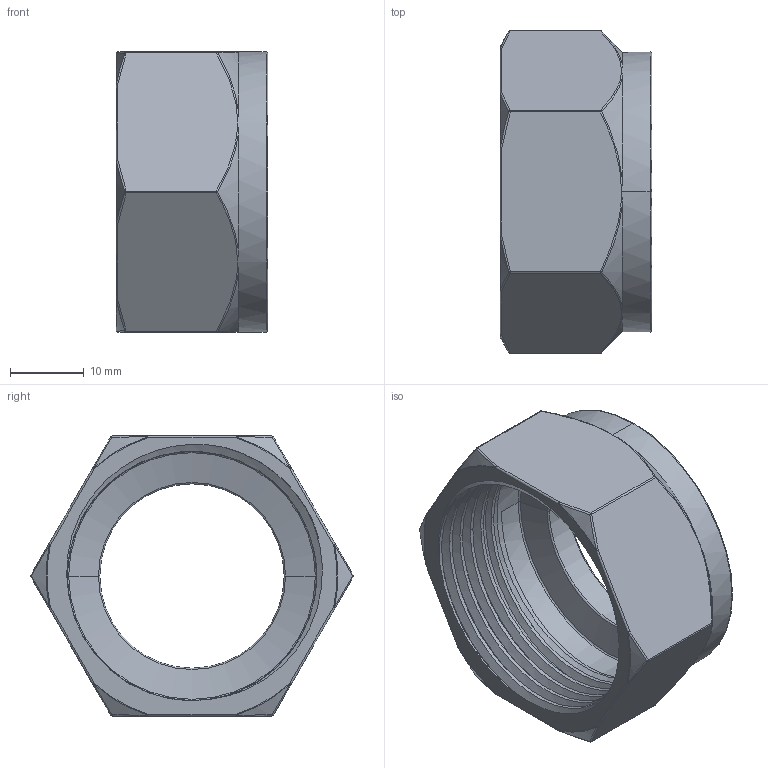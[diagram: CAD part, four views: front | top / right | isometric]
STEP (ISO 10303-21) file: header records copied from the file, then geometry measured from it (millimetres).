
FILE_DESCRIPTION((''),'2;1');
FILE_NAME('001_TUBE_NUT','2025-06-20T14:38:50',('Administrator'),(''),'CREO PARAMETRIC BY PTC INC, 2020184','CREO PARAMETRIC BY PTC INC, 2020184','');
FILE_SCHEMA(('AUTOMOTIVE_DESIGN { 1 0 10303 214 1 1 1 1 }'));
Length unit declared in the file: millimetre
Products named in the file (1): 001_TUBE_NUT
Bounding box: 20.6 x 43.8 x 38 mm (x, y, z)
Volume: 8000.8 mm3; surface area: 6663 mm2
Topology: 1 solids, 1 shells, 120 faces, 267 edges, 157 vertices
Faces by surface type: bspline 30, cylinder 28, sphere 24, cone 16, torus 14, plane 8
Entity records: 7078 total; most frequent: CARTESIAN_POINT 4484, ORIENTED_EDGE 522, DIRECTION 468, EDGE_CURVE 261, AXIS2_PLACEMENT_3D 208, VERTEX_POINT 143, EDGE_LOOP 122, FACE_OUTER_BOUND 120
